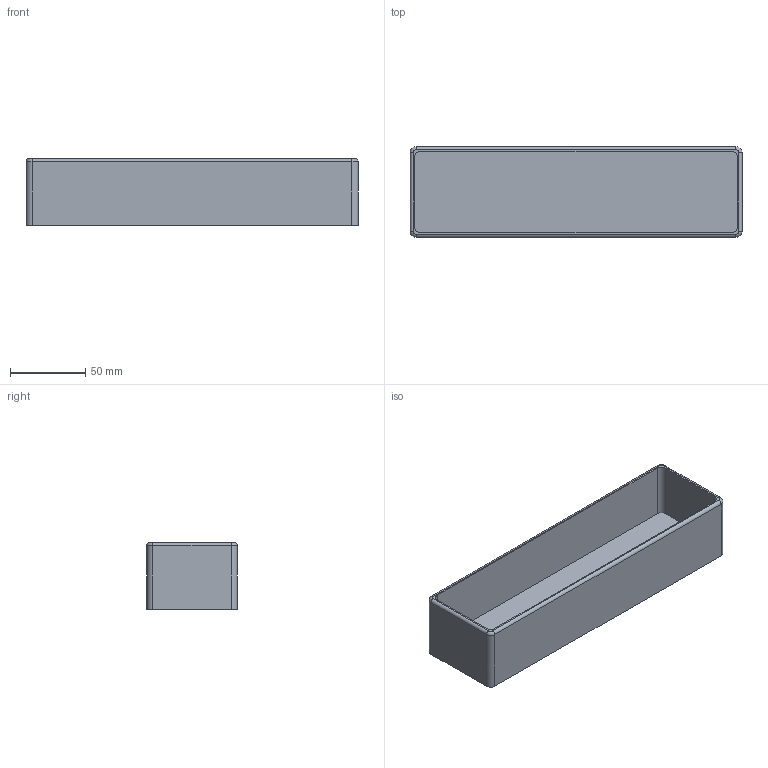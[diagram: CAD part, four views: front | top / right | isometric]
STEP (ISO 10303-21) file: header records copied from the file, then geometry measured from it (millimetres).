
FILE_DESCRIPTION(/* description */ ('STEP AP242','CAx-IF Rec.Pracs.---Representation and Presentation of Product Manufacturing Information (PMI)---4.0---2014-10-13','CAx-IF Rec.Pracs.---3D Tessellated Geometry---0.4---2014-09-14','2;1'),/* implementation_level */ '2;1');
FILE_NAME(/* name */ '648c9b19b4ab9729aeaa6c76',/* time_stamp */ '2023-06-16T17:25:45Z',/* author */ (''),/* organization */ (''),/* preprocessor_version */ 'ST-DEVELOPER v19.4',/* originating_system */ ' ',/* authorisation */ ' ');
FILE_SCHEMA (('AP242_MANAGED_MODEL_BASED_3D_ENGINEERING_MIM_LF { 1 0 10303 442 1 1 4 }'));
Length unit declared in the file: metre
Products named in the file (5): Peg surround; Floor; Walls
Bounding box: 220 x 60 x 44 mm (x, y, z)
Volume: 152573.9 mm3; surface area: 78107.2 mm2
Topology: 5 solids, 5 shells, 49 faces, 100 edges, 64 vertices
Faces by surface type: plane 25, cylinder 20, torus 4
Full cylindrical faces by diameter (mm): 4.5 x2, 6.8 x6
Entity records: 1390 total; most frequent: DIRECTION 244, CARTESIAN_POINT 210, ORIENTED_EDGE 184, AXIS2_PLACEMENT_3D 98, EDGE_CURVE 92, EDGE_LOOP 66, FACE_BOUND 66, VERTEX_POINT 64
